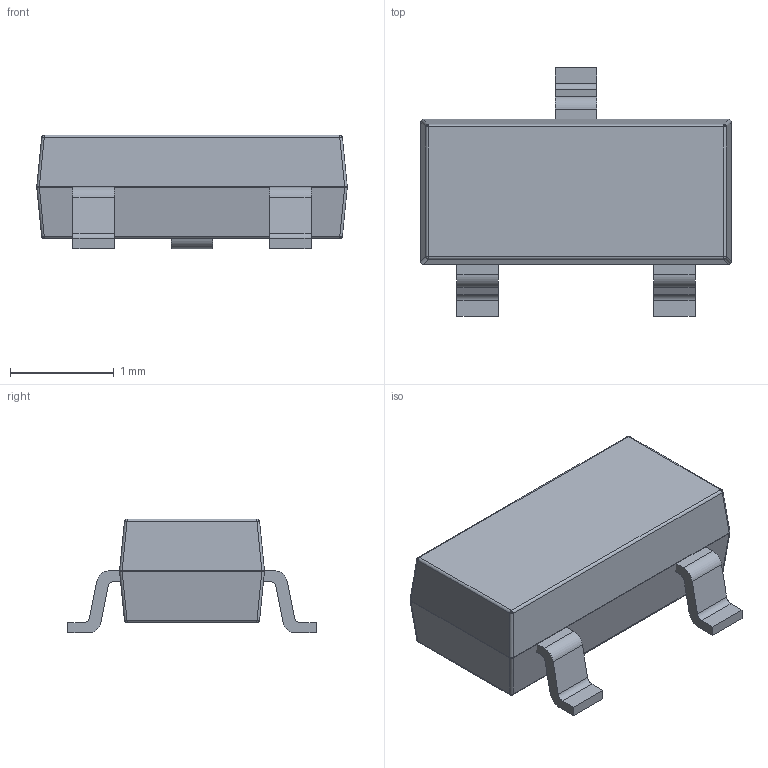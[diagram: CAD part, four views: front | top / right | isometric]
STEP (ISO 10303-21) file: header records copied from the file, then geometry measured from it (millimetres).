
FILE_DESCRIPTION (( 'STEP AP214' ), '1' );
FILE_NAME ('sot23.step', '2019-10-07T22:19:53', ( '' ), ( '' ), 'SwSTEP 2.0', 'SolidWorks 2017', '' );
FILE_SCHEMA (( 'AUTOMOTIVE_DESIGN' ));
Length unit declared in the file: millimetre
Products named in the file (3): sot23; Component1; pin
Assembly tree (4 placements, depth 2):
  sot23
    Component1
    pin  x3
Bounding box: 3 x 2.4 x 1.1 mm (x, y, z)
Volume: 4.1 mm3; surface area: 19 mm2
Topology: 4 solids, 4 shells, 94 faces, 250 edges, 142 vertices
Faces by surface type: plane 40, cylinder 32, bspline 22
Entity records: 3002 total; most frequent: CARTESIAN_POINT 653, DIRECTION 346, ORIENTED_EDGE 312, EDGE_CURVE 156, AXIS2_PLACEMENT_3D 139, VERTEX_POINT 94, CIRCLE 88, UNCERTAINTY_MEASURE_WITH_UNIT 73
